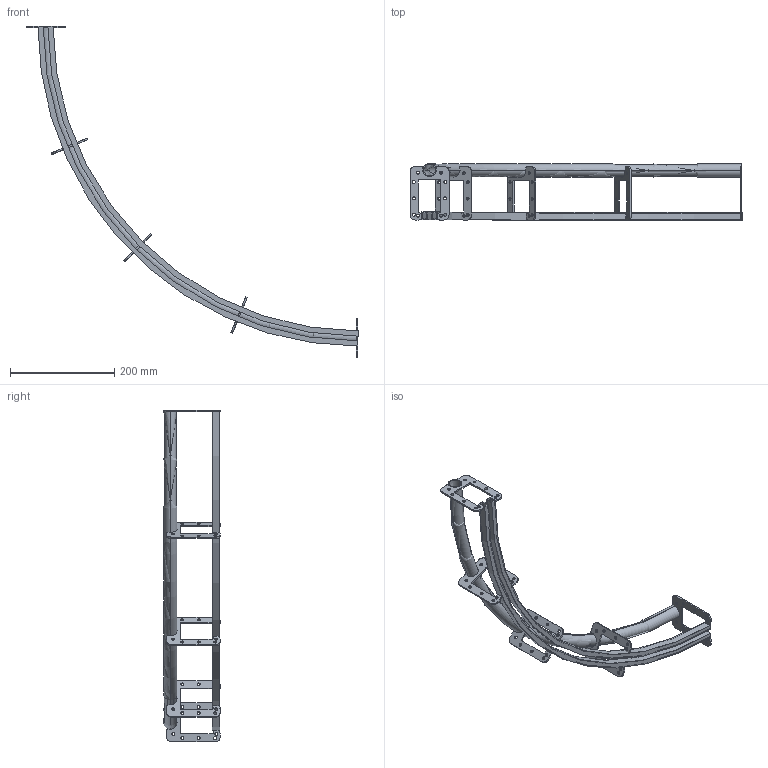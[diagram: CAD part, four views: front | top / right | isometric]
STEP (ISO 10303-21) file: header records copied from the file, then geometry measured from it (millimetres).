
FILE_DESCRIPTION (( 'STEP AP203' ), '1' );
FILE_NAME ('T63733.STEP', '2018-08-16T07:46:56', ( '' ), ( '' ), 'SwSTEP 2.0', 'SolidWorks 2016', '' );
FILE_SCHEMA (( 'CONFIG_CONTROL_DESIGN' ));
Length unit declared in the file: millimetre
Products named in the file (5): TH3260; TH3259; TH3258; TH2677; T63733
Assembly tree (8 placements, depth 2):
  T63733
    TH3258
    TH3259
    TH3260
    TH2677  x5
Bounding box: 637.5 x 108.7 x 637.5 mm (x, y, z)
Volume: 286877.6 mm3; surface area: 356160.6 mm2
Topology: 8 solids, 8 shells, 276 faces, 780 edges, 520 vertices
Faces by surface type: cylinder 163, plane 109, torus 4
Entity records: 3121 total; most frequent: DIRECTION 468, CARTESIAN_POINT 427, ORIENTED_EDGE 408, EDGE_CURVE 204, AXIS2_PLACEMENT_3D 177, VERTEX_POINT 136, VECTOR 114, LINE 114
